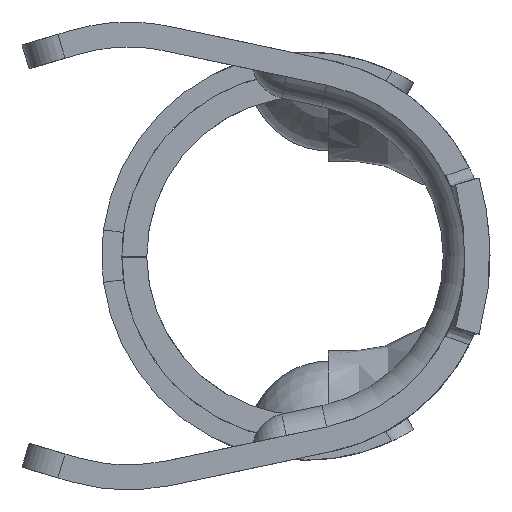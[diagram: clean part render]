
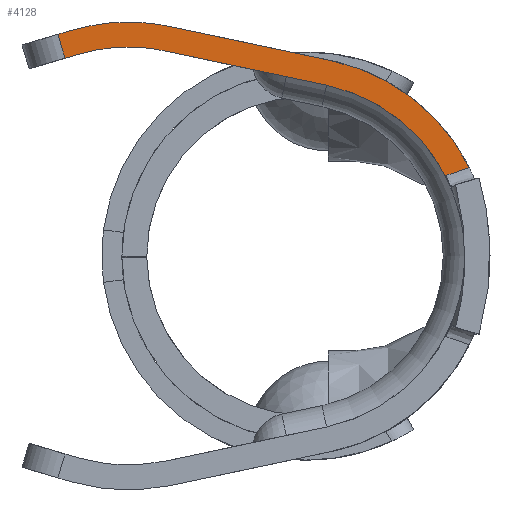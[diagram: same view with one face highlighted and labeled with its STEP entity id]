
A CAD part, left-side view. The second image highlights one B-rep face of the part: STEP entity #4128.
In plain terms, the highlighted planar face has unit normal (-1, 0, 0).
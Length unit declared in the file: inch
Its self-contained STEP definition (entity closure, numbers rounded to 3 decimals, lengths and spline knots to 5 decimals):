
#115 = CARTESIAN_POINT ( 'NONE',  ( -1.015, -0.03841, 0.13233 ) ) ;
#205 = B_SPLINE_CURVE_WITH_KNOTS ( 'NONE', 3,
 ( #1598, #5627, #9689, #603, #4630, #8677, #12763, #3640, #7674, #11776, #2651, #6678, #10755 ),
 .UNSPECIFIED., .F., .F.,
 ( 4, 3, 3, 3, 4 ),
 ( 0.00001, 0.00007, 0.00027, 0.00043, 0.00051 ),
 .UNSPECIFIED. ) ;
#223 = CARTESIAN_POINT ( 'NONE',  ( -1.015, -0.13085, 0.07107 ) ) ;
#276 = LINE ( 'NONE', #4302, #3472 ) ;
#364 = EDGE_CURVE ( 'NONE', #12506, #6876, #4061, .T. ) ;
#380 = CARTESIAN_POINT ( 'NONE',  ( -1.015, 0.18232, 0.16172 ) ) ;
#603 = CARTESIAN_POINT ( 'NONE',  ( -1.015, -0.11446, 0.06527 ) ) ;
#869 = AXIS2_PLACEMENT_3D ( 'NONE', #9047, #13129, #4005 ) ;
#897 = ORIENTED_EDGE ( 'NONE', *, *, #6041, .F. ) ;
#966 = FACE_OUTER_BOUND ( 'NONE', #3803, .T. ) ;
#1037 = AXIS2_PLACEMENT_3D ( 'NONE', #3767, #7800, #11903 ) ;
#1107 = CARTESIAN_POINT ( 'NONE',  ( -1.015, -0.10762, 0.07533 ) ) ;
#1140 = CARTESIAN_POINT ( 'NONE',  ( -1.015, 0.18801, 0.18089 ) ) ;
#1598 = CARTESIAN_POINT ( 'NONE',  ( -1.015, -0.11221, 0.06451 ) ) ;
#1781 = ORIENTED_EDGE ( 'NONE', *, *, #3262, .T. ) ;
#1875 = CARTESIAN_POINT ( 'NONE',  ( -1.015, 0.19305, 0.15853 ) ) ;
#1925 = CARTESIAN_POINT ( 'NONE',  ( -1.015, -0.11638, 0.05469 ) ) ;
#2180 = ORIENTED_EDGE ( 'NONE', *, *, #364, .F. ) ;
#2265 = CARTESIAN_POINT ( 'NONE',  ( -1.015, -0.12016, 0.09262 ) ) ;
#2424 = EDGE_CURVE ( 'NONE', #6156, #8855, #9466, .T. ) ;
#2493 = DIRECTION ( 'NONE',  ( 0., -0.959, 0.284 ) ) ;
#2502 = VERTEX_POINT ( 'NONE', #5530 ) ;
#2578 = ORIENTED_EDGE ( 'NONE', *, *, #9357, .F. ) ;
#2617 = DIRECTION ( 'NONE',  ( 0., 0., 1. ) ) ;
#2651 = CARTESIAN_POINT ( 'NONE',  ( -1.015, -0.12874, 0.0703 ) ) ;
#2771 = CARTESIAN_POINT ( 'NONE',  ( -1.015, -0.02061, 0.15654 ) ) ;
#2827 = EDGE_CURVE ( 'NONE', #6876, #4663, #3247, .T. ) ;
#3059 = ORIENTED_EDGE ( 'NONE', *, *, #2827, .F. ) ;
#3215 = CARTESIAN_POINT ( 'NONE',  ( -1.015, -0.11221, 0.06451 ) ) ;
#3241 = DIRECTION ( 'NONE',  ( 0., 0.978, 0.207 ) ) ;
#3247 = CIRCLE ( 'NONE', #11535, 0.16 ) ;
#3258 = CARTESIAN_POINT ( 'NONE',  ( -1.015, -0.04415, 0.15156 ) ) ;
#3262 = EDGE_CURVE ( 'NONE', #6933, #5790, #205, .T. ) ;
#3472 = VECTOR ( 'NONE', #8348, 39.37008 ) ;
#3500 = DIRECTION ( 'NONE',  ( 1., 0., 0. ) ) ;
#3575 = ORIENTED_EDGE ( 'NONE', *, *, #10297, .F. ) ;
#3640 = CARTESIAN_POINT ( 'NONE',  ( -1.015, -0.12373, 0.06849 ) ) ;
#3662 = CARTESIAN_POINT ( 'NONE',  ( -1.015, 0.10939, 0.18404 ) ) ;
#3673 = DIRECTION ( 'NONE',  ( 0., 0., 1. ) ) ;
#3767 = CARTESIAN_POINT ( 'NONE',  ( -1.015, 0.1425, 0.0275 ) ) ;
#3783 = EDGE_CURVE ( 'NONE', #9999, #12556, #8264, .T. ) ;
#3803 = EDGE_LOOP ( 'NONE', ( #2578, #11430, #1781, #897, #3575, #3059, #2180, #9194, #10269, #4254, #12491, #9132, #7582 ) ) ;
#3901 = EDGE_CURVE ( 'NONE', #5853, #6156, #8917, .T. ) ;
#4005 = DIRECTION ( 'NONE',  ( 0., 0., 1. ) ) ;
#4061 = CIRCLE ( 'NONE', #9158, 0.16 ) ;
#4128 = ADVANCED_FACE ( 'NONE', ( #966 ), #4993, .T. ) ;
#4148 = CARTESIAN_POINT ( 'NONE',  ( -1.015, -0.01647, 0.13697 ) ) ;
#4200 = CARTESIAN_POINT ( 'NONE',  ( -1.015, -0.11638, 0.05469 ) ) ;
#4254 = ORIENTED_EDGE ( 'NONE', *, *, #2424, .F. ) ;
#4302 = CARTESIAN_POINT ( 'NONE',  ( -1.015, 0.19305, 0.15853 ) ) ;
#4405 = DIRECTION ( 'NONE',  ( 0., 0.959, -0.284 ) ) ;
#4492 = VECTOR ( 'NONE', #3241, 39.37008 ) ;
#4630 = CARTESIAN_POINT ( 'NONE',  ( -1.015, -0.11689, 0.06609 ) ) ;
#4633 = CARTESIAN_POINT ( 'NONE',  ( -1.015, -0.11221, 0.06451 ) ) ;
#4663 = VERTEX_POINT ( 'NONE', #3662 ) ;
#4919 = LINE ( 'NONE', #8973, #8321 ) ;
#4993 = PLANE ( 'NONE',  #869 ) ;
#5144 = CARTESIAN_POINT ( 'NONE',  ( -1.015, -0.09381, 0.09381 ) ) ;
#5530 = CARTESIAN_POINT ( 'NONE',  ( -1.015, 0.19874, 0.17771 ) ) ;
#5627 = CARTESIAN_POINT ( 'NONE',  ( -1.015, -0.11296, 0.06476 ) ) ;
#5790 = VERTEX_POINT ( 'NONE', #223 ) ;
#5853 = VERTEX_POINT ( 'NONE', #7355 ) ;
#6041 = EDGE_CURVE ( 'NONE', #12884, #5790, #13046, .T. ) ;
#6072 = EDGE_CURVE ( 'NONE', #2502, #8855, #276, .T. ) ;
#6156 = VERTEX_POINT ( 'NONE', #11567 ) ;
#6287 = CARTESIAN_POINT ( 'NONE',  ( -1.015, -0.13085, 0.07107 ) ) ;
#6333 = CARTESIAN_POINT ( 'NONE',  ( -1.015, -0.01647, 0.13697 ) ) ;
#6678 = CARTESIAN_POINT ( 'NONE',  ( -1.015, -0.1298, 0.07069 ) ) ;
#6769 = B_SPLINE_CURVE_WITH_KNOTS ( 'NONE', 3,
 ( #4200, #8243, #12333, #3215 ),
 .UNSPECIFIED., .F., .F.,
 ( 4, 4 ),
 ( 0., 0.00027 ),
 .UNSPECIFIED. ) ;
#6876 = VERTEX_POINT ( 'NONE', #8115 ) ;
#6933 = VERTEX_POINT ( 'NONE', #4633 ) ;
#7056 = VERTEX_POINT ( 'NONE', #1925 ) ;
#7281 = CARTESIAN_POINT ( 'NONE',  ( -1.015, -0.06652, 0.14119 ) ) ;
#7355 = CARTESIAN_POINT ( 'NONE',  ( -1.015, 0.1425, 0.1675 ) ) ;
#7512 = LINE ( 'NONE', #11605, #9419 ) ;
#7527 = DIRECTION ( 'NONE',  ( 0., 0., 1. ) ) ;
#7582 = ORIENTED_EDGE ( 'NONE', *, *, #3783, .F. ) ;
#7641 = CARTESIAN_POINT ( 'NONE',  ( -1.015, 0.1425, 0.0275 ) ) ;
#7674 = CARTESIAN_POINT ( 'NONE',  ( -1.015, -0.12571, 0.0692 ) ) ;
#7800 = DIRECTION ( 'NONE',  ( -1., 0., 0. ) ) ;
#8115 = CARTESIAN_POINT ( 'NONE',  ( -1.015, 0.1425, 0.1875 ) ) ;
#8243 = CARTESIAN_POINT ( 'NONE',  ( -1.015, -0.11499, 0.05796 ) ) ;
#8264 = LINE ( 'NONE', #12360, #4492 ) ;
#8321 = VECTOR ( 'NONE', #13056, 39.37008 ) ;
#8348 = DIRECTION ( 'NONE',  ( 0., -0.284, -0.959 ) ) ;
#8421 = B_SPLINE_CURVE_WITH_KNOTS ( 'NONE', 3,
 ( #10198, #1107, #5144, #9198, #115, #4148 ),
 .UNSPECIFIED., .F., .F.,
 ( 4, 2, 4 ),
 ( 0.64729, 0.82364, 1. ),
 .UNSPECIFIED. ) ;
#8677 = CARTESIAN_POINT ( 'NONE',  ( -1.015, -0.11932, 0.06694 ) ) ;
#8712 = CARTESIAN_POINT ( 'NONE',  ( -1.015, 0.1425, 0.0275 ) ) ;
#8855 = VERTEX_POINT ( 'NONE', #1875 ) ;
#8917 = CIRCLE ( 'NONE', #11273, 0.14 ) ;
#8973 = CARTESIAN_POINT ( 'NONE',  ( -1.015, -0.02061, 0.15654 ) ) ;
#9047 = CARTESIAN_POINT ( 'NONE',  ( -1.015, 0.1425, 0.0275 ) ) ;
#9132 = ORIENTED_EDGE ( 'NONE', *, *, #12419, .F. ) ;
#9158 = AXIS2_PLACEMENT_3D ( 'NONE', #8712, #12793, #3673 ) ;
#9194 = ORIENTED_EDGE ( 'NONE', *, *, #10077, .F. ) ;
#9198 = CARTESIAN_POINT ( 'NONE',  ( -1.015, -0.0592, 0.12232 ) ) ;
#9357 = EDGE_CURVE ( 'NONE', #7056, #9999, #8421, .T. ) ;
#9419 = VECTOR ( 'NONE', #2493, 39.37008 ) ;
#9466 = LINE ( 'NONE', #380, #10865 ) ;
#9520 = CIRCLE ( 'NONE', #1037, 0.14 ) ;
#9689 = CARTESIAN_POINT ( 'NONE',  ( -1.015, -0.11371, 0.06501 ) ) ;
#9999 = VERTEX_POINT ( 'NONE', #6333 ) ;
#10077 = EDGE_CURVE ( 'NONE', #2502, #12506, #7512, .T. ) ;
#10198 = CARTESIAN_POINT ( 'NONE',  ( -1.015, -0.11638, 0.05469 ) ) ;
#10269 = ORIENTED_EDGE ( 'NONE', *, *, #6072, .T. ) ;
#10297 = EDGE_CURVE ( 'NONE', #4663, #12884, #4919, .T. ) ;
#10301 = CARTESIAN_POINT ( 'NONE',  ( -1.015, 0.11353, 0.16447 ) ) ;
#10755 = CARTESIAN_POINT ( 'NONE',  ( -1.015, -0.13085, 0.07107 ) ) ;
#10865 = VECTOR ( 'NONE', #4405, 39.37008 ) ;
#11273 = AXIS2_PLACEMENT_3D ( 'NONE', #7641, #11738, #2617 ) ;
#11374 = CARTESIAN_POINT ( 'NONE',  ( -1.015, -0.10454, 0.11171 ) ) ;
#11430 = ORIENTED_EDGE ( 'NONE', *, *, #11973, .T. ) ;
#11535 = AXIS2_PLACEMENT_3D ( 'NONE', #12624, #3500, #7527 ) ;
#11567 = CARTESIAN_POINT ( 'NONE',  ( -1.015, 0.18232, 0.16172 ) ) ;
#11605 = CARTESIAN_POINT ( 'NONE',  ( -1.015, 0.18801, 0.18089 ) ) ;
#11738 = DIRECTION ( 'NONE',  ( -1., 0., 0. ) ) ;
#11776 = CARTESIAN_POINT ( 'NONE',  ( -1.015, -0.12769, 0.06992 ) ) ;
#11903 = DIRECTION ( 'NONE',  ( 0., 0., 1. ) ) ;
#11973 = EDGE_CURVE ( 'NONE', #7056, #6933, #6769, .T. ) ;
#12333 = CARTESIAN_POINT ( 'NONE',  ( -1.015, -0.1136, 0.06123 ) ) ;
#12360 = CARTESIAN_POINT ( 'NONE',  ( -1.015, -0.01647, 0.13697 ) ) ;
#12377 = CARTESIAN_POINT ( 'NONE',  ( -1.015, -0.02061, 0.15654 ) ) ;
#12419 = EDGE_CURVE ( 'NONE', #12556, #5853, #9520, .T. ) ;
#12491 = ORIENTED_EDGE ( 'NONE', *, *, #3901, .F. ) ;
#12506 = VERTEX_POINT ( 'NONE', #1140 ) ;
#12556 = VERTEX_POINT ( 'NONE', #10301 ) ;
#12624 = CARTESIAN_POINT ( 'NONE',  ( -1.015, 0.1425, 0.0275 ) ) ;
#12763 = CARTESIAN_POINT ( 'NONE',  ( -1.015, -0.12174, 0.06779 ) ) ;
#12793 = DIRECTION ( 'NONE',  ( 1., 0., 0. ) ) ;
#12884 = VERTEX_POINT ( 'NONE', #2771 ) ;
#13046 = B_SPLINE_CURVE_WITH_KNOTS ( 'NONE', 3,
 ( #12377, #3258, #7281, #11374, #2265, #6287 ),
 .UNSPECIFIED., .F., .F.,
 ( 4, 2, 4 ),
 ( 0., 0.16553, 0.33107 ),
 .UNSPECIFIED. ) ;
#13056 = DIRECTION ( 'NONE',  ( 0., -0.978, -0.207 ) ) ;
#13129 = DIRECTION ( 'NONE',  ( -1., 0., 0. ) ) ;
